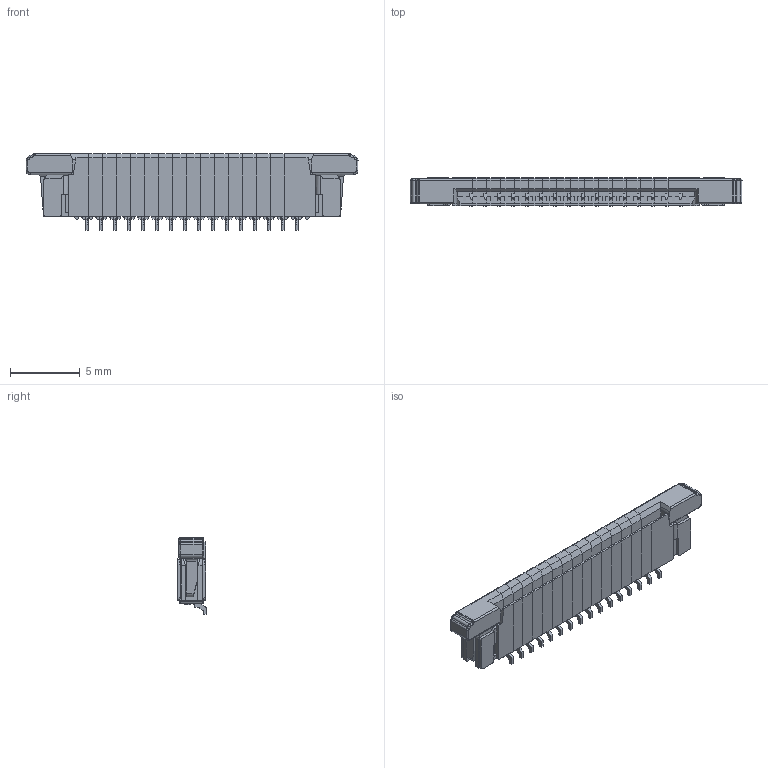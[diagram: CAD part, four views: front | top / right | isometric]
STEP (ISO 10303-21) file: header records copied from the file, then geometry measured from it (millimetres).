
FILE_DESCRIPTION (( 'STEP AP214' ), '1' );
FILE_NAME ('F52R-1A7H1-11016.STEP', '2023-06-02T03:50:03', ( '' ), ( '' ), 'SwSTEP 2.0', 'SolidWorks 2021', '' );
FILE_SCHEMA (( 'AUTOMOTIVE_DESIGN' ));
Length unit declared in the file: millimetre
Products named in the file (5): F52R_R.STEP; F52R_M.STEP; F52R_L.STEP; F52R-1A7H1-11016--3DModel-STEP-533217.STEP; F52R-1A7H1-11016
Assembly tree (17 placements, depth 3):
  F52R-1A7H1-11016
    F52R-1A7H1-11016--3DModel-STEP-533217.STEP
      F52R_L.STEP
      F52R_M.STEP  x14
      F52R_R.STEP
Bounding box: 23.8 x 2.05 x 5.5 mm (x, y, z)
Volume: 150.8 mm3; surface area: 914.8 mm2
Topology: 16 solids, 16 shells, 2711 faces, 7807 edges, 5138 vertices
Faces by surface type: plane 2039, cylinder 640, bspline 16, torus 16
Entity records: 26451 total; most frequent: CARTESIAN_POINT 5656, ORIENTED_EDGE 4488, DIRECTION 4091, EDGE_CURVE 2244, LINE 1687, VECTOR 1687, VERTEX_POINT 1459, AXIS2_PLACEMENT_3D 1202
